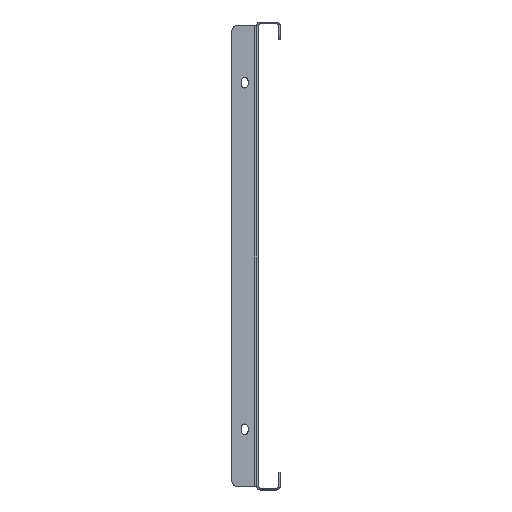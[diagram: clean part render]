
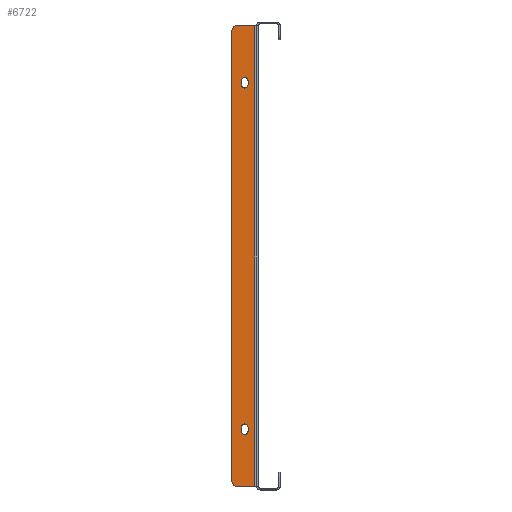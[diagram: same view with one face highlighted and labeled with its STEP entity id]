
A CAD part, left-side view. The second image highlights one B-rep face of the part: STEP entity #6722.
In plain terms, the highlighted planar face has unit normal (-1, 0, 0).
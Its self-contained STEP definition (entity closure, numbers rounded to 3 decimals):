
#215 = EDGE_CURVE ( 'NONE', #2040, #18452, #15627, .T. ) ;
#257 = DIRECTION ( 'NONE',  ( -1., 0., 0. ) ) ;
#267 = CIRCLE ( 'NONE', #2115, 2.75 ) ;
#414 = CARTESIAN_POINT ( 'NONE',  ( -446., 7.25, 145.25 ) ) ;
#1238 = DIRECTION ( 'NONE',  ( 0., 1., 0. ) ) ;
#1346 = AXIS2_PLACEMENT_3D ( 'NONE', #14147, #16237, #3836 ) ;
#1362 = VECTOR ( 'NONE', #3166, 1000. ) ;
#1390 = VECTOR ( 'NONE', #10635, 1000. ) ;
#1813 = CARTESIAN_POINT ( 'NONE',  ( -446., 12.75, -145.25 ) ) ;
#1901 = VERTEX_POINT ( 'NONE', #9257 ) ;
#2040 = VERTEX_POINT ( 'NONE', #13189 ) ;
#2115 = AXIS2_PLACEMENT_3D ( 'NONE', #12380, #13904, #15760 ) ;
#2197 = AXIS2_PLACEMENT_3D ( 'NONE', #13323, #15071, #13560 ) ;
#2224 = EDGE_CURVE ( 'NONE', #5987, #2739, #17580, .T. ) ;
#2739 = VERTEX_POINT ( 'NONE', #12461 ) ;
#2963 = DIRECTION ( 'NONE',  ( 0., 1., 0. ) ) ;
#3071 = CARTESIAN_POINT ( 'NONE',  ( -446., 21., -195.5 ) ) ;
#3166 = DIRECTION ( 'NONE',  ( 0., 0., -1. ) ) ;
#3622 = DIRECTION ( 'NONE',  ( 0., 0., 1. ) ) ;
#3836 = DIRECTION ( 'NONE',  ( 0., -1., 0. ) ) ;
#3885 = CARTESIAN_POINT ( 'NONE',  ( -446., 16., 195.5 ) ) ;
#3926 = CARTESIAN_POINT ( 'NONE',  ( -446., 7.25, -148.75 ) ) ;
#4428 = CARTESIAN_POINT ( 'NONE',  ( -446., 1.5, -195.5 ) ) ;
#4653 = ORIENTED_EDGE ( 'NONE', *, *, #12102, .F. ) ;
#4817 = CARTESIAN_POINT ( 'NONE',  ( -446., 21., 195.5 ) ) ;
#4929 = DIRECTION ( 'NONE',  ( 0., -1., 0. ) ) ;
#5235 = FACE_OUTER_BOUND ( 'NONE', #9940, .T. ) ;
#5451 = CARTESIAN_POINT ( 'NONE',  ( -446., 10., 148.75 ) ) ;
#5513 = LINE ( 'NONE', #16040, #11381 ) ;
#5697 = ORIENTED_EDGE ( 'NONE', *, *, #7455, .F. ) ;
#5701 = DIRECTION ( 'NONE',  ( 0., 1., 0. ) ) ;
#5891 = EDGE_CURVE ( 'NONE', #5987, #1901, #9827, .T. ) ;
#5987 = VERTEX_POINT ( 'NONE', #3885 ) ;
#6722 = ADVANCED_FACE ( 'NONE', ( #6982, #14041, #5235 ), #21641, .T. ) ;
#6767 = VERTEX_POINT ( 'NONE', #12631 ) ;
#6935 = ORIENTED_EDGE ( 'NONE', *, *, #9851, .F. ) ;
#6982 = FACE_BOUND ( 'NONE', #17227, .T. ) ;
#7124 = ORIENTED_EDGE ( 'NONE', *, *, #12408, .F. ) ;
#7201 = CARTESIAN_POINT ( 'NONE',  ( -446., 12.75, 145.25 ) ) ;
#7455 = EDGE_CURVE ( 'NONE', #14723, #11084, #19462, .T. ) ;
#7801 = ORIENTED_EDGE ( 'NONE', *, *, #215, .F. ) ;
#8521 = DIRECTION ( 'NONE',  ( -1., 0., 0. ) ) ;
#8591 = AXIS2_PLACEMENT_3D ( 'NONE', #14499, #21538, #5701 ) ;
#8804 = VERTEX_POINT ( 'NONE', #14811 ) ;
#8847 = EDGE_LOOP ( 'NONE', ( #5697, #6935, #7801, #9013 ) ) ;
#9013 = ORIENTED_EDGE ( 'NONE', *, *, #10698, .F. ) ;
#9257 = CARTESIAN_POINT ( 'NONE',  ( -446., 21., 190.5 ) ) ;
#9349 = VERTEX_POINT ( 'NONE', #19370 ) ;
#9786 = LINE ( 'NONE', #4817, #12135 ) ;
#9827 = CIRCLE ( 'NONE', #22787, 5. ) ;
#9851 = EDGE_CURVE ( 'NONE', #18452, #14723, #10531, .T. ) ;
#9911 = CARTESIAN_POINT ( 'NONE',  ( -446., 10., -145.25 ) ) ;
#9940 = EDGE_LOOP ( 'NONE', ( #15929, #21122, #17796, #13380, #17178, #12442 ) ) ;
#10523 = EDGE_CURVE ( 'NONE', #13595, #1901, #9786, .T. ) ;
#10531 = LINE ( 'NONE', #17605, #19715 ) ;
#10635 = DIRECTION ( 'NONE',  ( 0., -1., 0. ) ) ;
#10698 = EDGE_CURVE ( 'NONE', #11084, #2040, #15594, .T. ) ;
#10745 = CARTESIAN_POINT ( 'NONE',  ( -446., 0., 195.5 ) ) ;
#11084 = VERTEX_POINT ( 'NONE', #1813 ) ;
#11381 = VECTOR ( 'NONE', #17657, 1000. ) ;
#11933 = VERTEX_POINT ( 'NONE', #4428 ) ;
#12102 = EDGE_CURVE ( 'NONE', #6767, #9349, #15551, .T. ) ;
#12135 = VECTOR ( 'NONE', #18927, 1000. ) ;
#12380 = CARTESIAN_POINT ( 'NONE',  ( -446., 10., 145.25 ) ) ;
#12408 = EDGE_CURVE ( 'NONE', #9349, #14200, #267, .T. ) ;
#12442 = ORIENTED_EDGE ( 'NONE', *, *, #12684, .T. ) ;
#12461 = CARTESIAN_POINT ( 'NONE',  ( -446., 1.5, 195.5 ) ) ;
#12631 = CARTESIAN_POINT ( 'NONE',  ( -446., 12.75, 148.75 ) ) ;
#12634 = EDGE_CURVE ( 'NONE', #21790, #6767, #15411, .T. ) ;
#12684 = EDGE_CURVE ( 'NONE', #11933, #2739, #16546, .T. ) ;
#13086 = VECTOR ( 'NONE', #2963, 1000. ) ;
#13169 = VECTOR ( 'NONE', #13400, 1000. ) ;
#13189 = CARTESIAN_POINT ( 'NONE',  ( -446., 12.75, -148.75 ) ) ;
#13323 = CARTESIAN_POINT ( 'NONE',  ( -446., 16., -190.5 ) ) ;
#13380 = ORIENTED_EDGE ( 'NONE', *, *, #20816, .T. ) ;
#13400 = DIRECTION ( 'NONE',  ( 0., 0., 1. ) ) ;
#13560 = DIRECTION ( 'NONE',  ( 0., -1., 0. ) ) ;
#13595 = VERTEX_POINT ( 'NONE', #17555 ) ;
#13873 = EDGE_CURVE ( 'NONE', #11933, #8804, #16954, .T. ) ;
#13904 = DIRECTION ( 'NONE',  ( -1., 0., 0. ) ) ;
#13963 = ORIENTED_EDGE ( 'NONE', *, *, #12634, .F. ) ;
#14041 = FACE_BOUND ( 'NONE', #8847, .T. ) ;
#14147 = CARTESIAN_POINT ( 'NONE',  ( -446., 0., 0. ) ) ;
#14200 = VERTEX_POINT ( 'NONE', #414 ) ;
#14314 = ORIENTED_EDGE ( 'NONE', *, *, #20927, .F. ) ;
#14499 = CARTESIAN_POINT ( 'NONE',  ( -446., 10., -148.75 ) ) ;
#14723 = VERTEX_POINT ( 'NONE', #20561 ) ;
#14811 = CARTESIAN_POINT ( 'NONE',  ( -446., 16., -195.5 ) ) ;
#15071 = DIRECTION ( 'NONE',  ( -1., 0., 0. ) ) ;
#15411 = CIRCLE ( 'NONE', #22027, 2.75 ) ;
#15551 = LINE ( 'NONE', #7201, #1362 ) ;
#15594 = LINE ( 'NONE', #17549, #15765 ) ;
#15627 = CIRCLE ( 'NONE', #8591, 2.75 ) ;
#15760 = DIRECTION ( 'NONE',  ( 0., -1., 0. ) ) ;
#15765 = VECTOR ( 'NONE', #22643, 1000. ) ;
#15929 = ORIENTED_EDGE ( 'NONE', *, *, #2224, .F. ) ;
#16040 = CARTESIAN_POINT ( 'NONE',  ( -446., 7.25, 145.25 ) ) ;
#16237 = DIRECTION ( 'NONE',  ( -1., 0., 0. ) ) ;
#16546 = LINE ( 'NONE', #16754, #13169 ) ;
#16754 = CARTESIAN_POINT ( 'NONE',  ( -446., 1.5, 0. ) ) ;
#16954 = LINE ( 'NONE', #3071, #13086 ) ;
#17067 = CARTESIAN_POINT ( 'NONE',  ( -446., 7.25, 148.75 ) ) ;
#17178 = ORIENTED_EDGE ( 'NONE', *, *, #13873, .F. ) ;
#17227 = EDGE_LOOP ( 'NONE', ( #7124, #4653, #13963, #14314 ) ) ;
#17240 = AXIS2_PLACEMENT_3D ( 'NONE', #9911, #22167, #1238 ) ;
#17327 = CARTESIAN_POINT ( 'NONE',  ( -446., 16., 190.5 ) ) ;
#17549 = CARTESIAN_POINT ( 'NONE',  ( -446., 12.75, -145.25 ) ) ;
#17555 = CARTESIAN_POINT ( 'NONE',  ( -446., 21., -190.5 ) ) ;
#17580 = LINE ( 'NONE', #10745, #1390 ) ;
#17605 = CARTESIAN_POINT ( 'NONE',  ( -446., 7.25, -145.25 ) ) ;
#17657 = DIRECTION ( 'NONE',  ( 0., 0., 1. ) ) ;
#17796 = ORIENTED_EDGE ( 'NONE', *, *, #10523, .F. ) ;
#18452 = VERTEX_POINT ( 'NONE', #3926 ) ;
#18927 = DIRECTION ( 'NONE',  ( 0., 0., 1. ) ) ;
#19370 = CARTESIAN_POINT ( 'NONE',  ( -446., 12.75, 145.25 ) ) ;
#19462 = CIRCLE ( 'NONE', #17240, 2.75 ) ;
#19571 = DIRECTION ( 'NONE',  ( 0., -1., 0. ) ) ;
#19715 = VECTOR ( 'NONE', #3622, 1000. ) ;
#20561 = CARTESIAN_POINT ( 'NONE',  ( -446., 7.25, -145.25 ) ) ;
#20816 = EDGE_CURVE ( 'NONE', #13595, #8804, #22885, .T. ) ;
#20927 = EDGE_CURVE ( 'NONE', #14200, #21790, #5513, .T. ) ;
#21122 = ORIENTED_EDGE ( 'NONE', *, *, #5891, .T. ) ;
#21538 = DIRECTION ( 'NONE',  ( -1., 0., 0. ) ) ;
#21641 = PLANE ( 'NONE',  #1346 ) ;
#21790 = VERTEX_POINT ( 'NONE', #17067 ) ;
#22027 = AXIS2_PLACEMENT_3D ( 'NONE', #5451, #257, #19571 ) ;
#22167 = DIRECTION ( 'NONE',  ( -1., 0., 0. ) ) ;
#22643 = DIRECTION ( 'NONE',  ( 0., 0., -1. ) ) ;
#22787 = AXIS2_PLACEMENT_3D ( 'NONE', #17327, #8521, #4929 ) ;
#22885 = CIRCLE ( 'NONE', #2197, 5. ) ;
